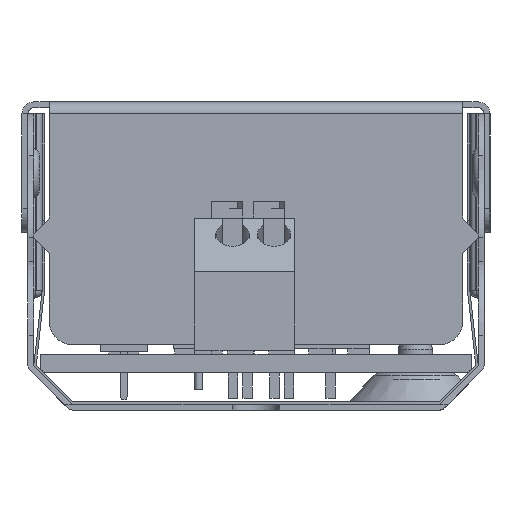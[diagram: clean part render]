
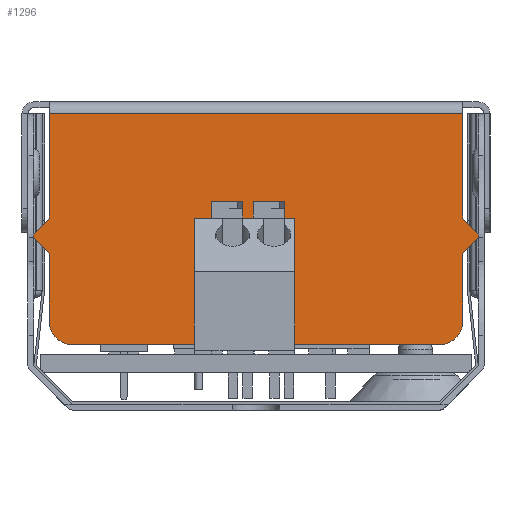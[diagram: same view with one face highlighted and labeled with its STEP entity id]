
A CAD part, left-side view. The second image highlights one B-rep face of the part: STEP entity #1296.
In plain terms, the highlighted planar face has unit normal (-1, 0, 0).
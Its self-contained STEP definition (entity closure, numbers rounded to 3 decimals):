
#1296=ADVANCED_FACE('',(#7578),#7580,.T.);
#7578=FACE_BOUND('',#7579,.T.);
#7579=EDGE_LOOP('',(#12521,#12522,#12523,#12524,#12525,#12526,#12527,#12528,#12529,
#12530,#12531,#12532,#12533,#12534));
#7580=PLANE('',#7581);
#7581=AXIS2_PLACEMENT_3D('',#7582,#7583,#7584);
#7582=CARTESIAN_POINT('',(-72.5,-17.45,5.5));
#7583=DIRECTION('',(-1.,0.,0.));
#7584=DIRECTION('',(0.,0.,1.));
#12521=ORIENTED_EDGE('',*,*,#15963,.F.);
#12522=ORIENTED_EDGE('',*,*,#15964,.F.);
#12523=ORIENTED_EDGE('',*,*,#15965,.F.);
#12524=ORIENTED_EDGE('',*,*,#15966,.T.);
#12525=ORIENTED_EDGE('',*,*,#15967,.T.);
#12526=ORIENTED_EDGE('',*,*,#15839,.T.);
#12527=ORIENTED_EDGE('',*,*,#15968,.T.);
#12528=ORIENTED_EDGE('',*,*,#15969,.T.);
#12529=ORIENTED_EDGE('',*,*,#15970,.T.);
#12530=ORIENTED_EDGE('',*,*,#15971,.F.);
#12531=ORIENTED_EDGE('',*,*,#15972,.T.);
#12532=ORIENTED_EDGE('',*,*,#15762,.T.);
#12533=ORIENTED_EDGE('',*,*,#15962,.T.);
#12534=ORIENTED_EDGE('',*,*,#15973,.F.);
#15762=EDGE_CURVE('',#17826,#17824,#17827,.T.);
#15839=EDGE_CURVE('',#17965,#17963,#17966,.T.);
#15962=EDGE_CURVE('',#17824,#18155,#18157,.T.);
#15963=EDGE_CURVE('',#18158,#18159,#18160,.F.);
#15964=EDGE_CURVE('',#18161,#18158,#18162,.T.);
#15965=EDGE_CURVE('',#18163,#18161,#18164,.F.);
#15966=EDGE_CURVE('',#18163,#18165,#18166,.T.);
#15967=EDGE_CURVE('',#18165,#17965,#18167,.T.);
#15968=EDGE_CURVE('',#17963,#18168,#18169,.T.);
#15969=EDGE_CURVE('',#18168,#18170,#18171,.T.);
#15970=EDGE_CURVE('',#18170,#18172,#18173,.T.);
#15971=EDGE_CURVE('',#18174,#18172,#18175,.T.);
#15972=EDGE_CURVE('',#18174,#17826,#18176,.T.);
#15973=EDGE_CURVE('',#18159,#18155,#18177,.T.);
#17824=VERTEX_POINT('',#21739);
#17826=VERTEX_POINT('',#21743);
#17827=LINE('',#21744,#21745);
#17963=VERTEX_POINT('',#22058);
#17965=VERTEX_POINT('',#22062);
#17966=LINE('',#22063,#22064);
#18155=VERTEX_POINT('',#22615);
#18157=LINE('',#22619,#22620);
#18158=VERTEX_POINT('',#22622);
#18159=VERTEX_POINT('',#22623);
#18160=CIRCLE('',#22624,2.);
#18161=VERTEX_POINT('',#22628);
#18162=LINE('',#22629,#22630);
#18163=VERTEX_POINT('',#22632);
#18164=CIRCLE('',#22633,2.);
#18165=VERTEX_POINT('',#22637);
#18166=LINE('',#22638,#22639);
#18167=LINE('',#22641,#22642);
#18168=VERTEX_POINT('',#22644);
#18169=LINE('',#22645,#22646);
#18170=VERTEX_POINT('',#22648);
#18171=LINE('',#22649,#22650);
#18172=VERTEX_POINT('',#22652);
#18173=LINE('',#22653,#22654);
#18174=VERTEX_POINT('',#22656);
#18175=LINE('',#22657,#22658);
#18176=LINE('',#22660,#22661);
#18177=LINE('',#22663,#22664);
#21739=CARTESIAN_POINT('',(-72.5,18.75,14.6));
#21743=CARTESIAN_POINT('',(-72.5,18.75,14.814));
#21744=CARTESIAN_POINT('',(-72.5,18.75,14.814));
#21745=VECTOR('',#21746,1.);
#21746=DIRECTION('',(0.,0.,-1.));
#22058=CARTESIAN_POINT('',(-72.5,-18.75,14.814));
#22062=CARTESIAN_POINT('',(-72.5,-18.75,14.6));
#22063=CARTESIAN_POINT('',(-72.5,-18.75,14.6));
#22064=VECTOR('',#22065,1.);
#22065=DIRECTION('',(0.,0.,1.));
#22615=CARTESIAN_POINT('',(-72.5,17.45,13.207));
#22619=CARTESIAN_POINT('',(-72.5,18.75,14.6));
#22620=VECTOR('',#22621,1.);
#22621=DIRECTION('',(0.,-0.682,-0.731));
#22622=CARTESIAN_POINT('',(-72.5,15.45,5.5));
#22623=CARTESIAN_POINT('',(-72.5,17.45,7.5));
#22624=AXIS2_PLACEMENT_3D('',#22625,#22626,#22627);
#22625=CARTESIAN_POINT('',(-72.5,15.45,7.5));
#22626=DIRECTION('',(-1.,0.,0.));
#22627=DIRECTION('',(0.,1.,0.));
#22628=CARTESIAN_POINT('',(-72.5,-15.45,5.5));
#22629=CARTESIAN_POINT('',(-72.5,-15.45,5.5));
#22630=VECTOR('',#22631,1.);
#22631=DIRECTION('',(0.,1.,0.));
#22632=CARTESIAN_POINT('',(-72.5,-17.45,7.5));
#22633=AXIS2_PLACEMENT_3D('',#22634,#22635,#22636);
#22634=CARTESIAN_POINT('',(-72.5,-15.45,7.5));
#22635=DIRECTION('',(-1.,0.,0.));
#22636=DIRECTION('',(0.,0.,-1.));
#22637=CARTESIAN_POINT('',(-72.5,-17.45,13.207));
#22638=CARTESIAN_POINT('',(-72.5,-17.45,7.5));
#22639=VECTOR('',#22640,1.);
#22640=DIRECTION('',(0.,0.,1.));
#22641=CARTESIAN_POINT('',(-72.5,-17.45,13.207));
#22642=VECTOR('',#22643,1.);
#22643=DIRECTION('',(0.,-0.682,0.731));
#22644=CARTESIAN_POINT('',(-72.5,-17.45,16.207));
#22645=CARTESIAN_POINT('',(-72.5,-18.75,14.814));
#22646=VECTOR('',#22647,1.);
#22647=DIRECTION('',(0.,0.682,0.731));
#22648=CARTESIAN_POINT('',(-72.5,-17.45,25.));
#22649=CARTESIAN_POINT('',(-72.5,-17.45,16.207));
#22650=VECTOR('',#22651,1.);
#22651=DIRECTION('',(0.,0.,1.));
#22652=CARTESIAN_POINT('',(-72.5,17.45,25.));
#22653=CARTESIAN_POINT('',(-72.5,-17.45,25.));
#22654=VECTOR('',#22655,1.);
#22655=DIRECTION('',(0.,1.,0.));
#22656=CARTESIAN_POINT('',(-72.5,17.45,16.207));
#22657=CARTESIAN_POINT('',(-72.5,17.45,16.207));
#22658=VECTOR('',#22659,1.);
#22659=DIRECTION('',(0.,0.,1.));
#22660=CARTESIAN_POINT('',(-72.5,17.45,16.207));
#22661=VECTOR('',#22662,1.);
#22662=DIRECTION('',(0.,0.682,-0.731));
#22663=CARTESIAN_POINT('',(-72.5,17.45,7.5));
#22664=VECTOR('',#22665,1.);
#22665=DIRECTION('',(0.,0.,1.));
